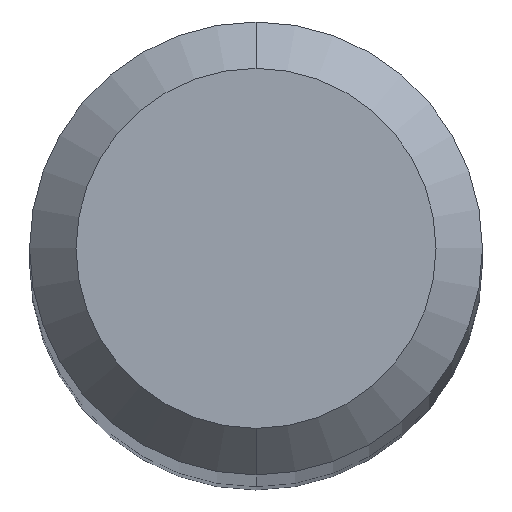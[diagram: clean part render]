
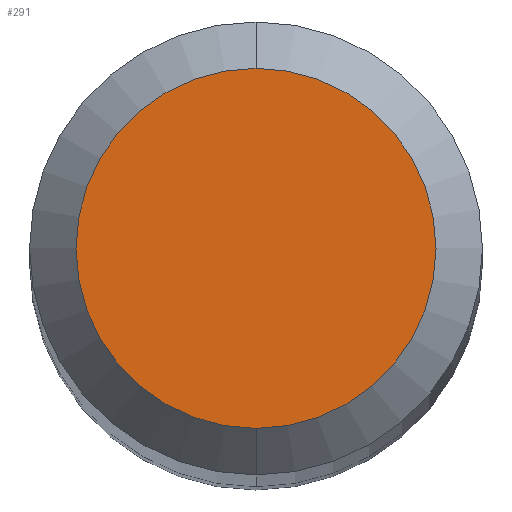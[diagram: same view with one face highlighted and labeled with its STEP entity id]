
A CAD part, top view. The second image highlights one B-rep face of the part: STEP entity #291.
In plain terms, the highlighted planar face has unit normal (0, 0, 1).
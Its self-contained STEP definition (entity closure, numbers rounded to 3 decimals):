
#18 = CARTESIAN_POINT ( 'NONE',  ( 0., -0.775, 38. ) ) ;
#20 = DIRECTION ( 'NONE',  ( 0., 1., 0. ) ) ;
#25 = ORIENTED_EDGE ( 'NONE', *, *, #318, .F. ) ;
#50 = DIRECTION ( 'NONE',  ( 0., 0., -1. ) ) ;
#53 = DIRECTION ( 'NONE',  ( 0., 1., 0. ) ) ;
#64 = CARTESIAN_POINT ( 'NONE',  ( 0., 0.775, 38. ) ) ;
#66 = AXIS2_PLACEMENT_3D ( 'NONE', #307, #50, #20 ) ;
#73 = VERTEX_POINT ( 'NONE', #18 ) ;
#77 = CIRCLE ( 'NONE', #213, 0.775 ) ;
#88 = EDGE_LOOP ( 'NONE', ( #194, #25 ) ) ;
#100 = FACE_OUTER_BOUND ( 'NONE', #88, .T. ) ;
#125 = DIRECTION ( 'NONE',  ( 0., 0., -1. ) ) ;
#131 = AXIS2_PLACEMENT_3D ( 'NONE', #285, #125, #53 ) ;
#168 = VERTEX_POINT ( 'NONE', #64 ) ;
#185 = CARTESIAN_POINT ( 'NONE',  ( 0., 0., 38. ) ) ;
#194 = ORIENTED_EDGE ( 'NONE', *, *, #269, .F. ) ;
#213 = AXIS2_PLACEMENT_3D ( 'NONE', #185, #334, #333 ) ;
#250 = CIRCLE ( 'NONE', #131, 0.775 ) ;
#269 = EDGE_CURVE ( 'NONE', #168, #73, #77, .T. ) ;
#285 = CARTESIAN_POINT ( 'NONE',  ( 0., 0., 38. ) ) ;
#290 = PLANE ( 'NONE',  #66 ) ;
#291 = ADVANCED_FACE ( 'NONE', ( #100 ), #290, .F. ) ;
#307 = CARTESIAN_POINT ( 'NONE',  ( 0., 0., 38. ) ) ;
#318 = EDGE_CURVE ( 'NONE', #73, #168, #250, .T. ) ;
#333 = DIRECTION ( 'NONE',  ( 0., 1., 0. ) ) ;
#334 = DIRECTION ( 'NONE',  ( 0., 0., -1. ) ) ;
